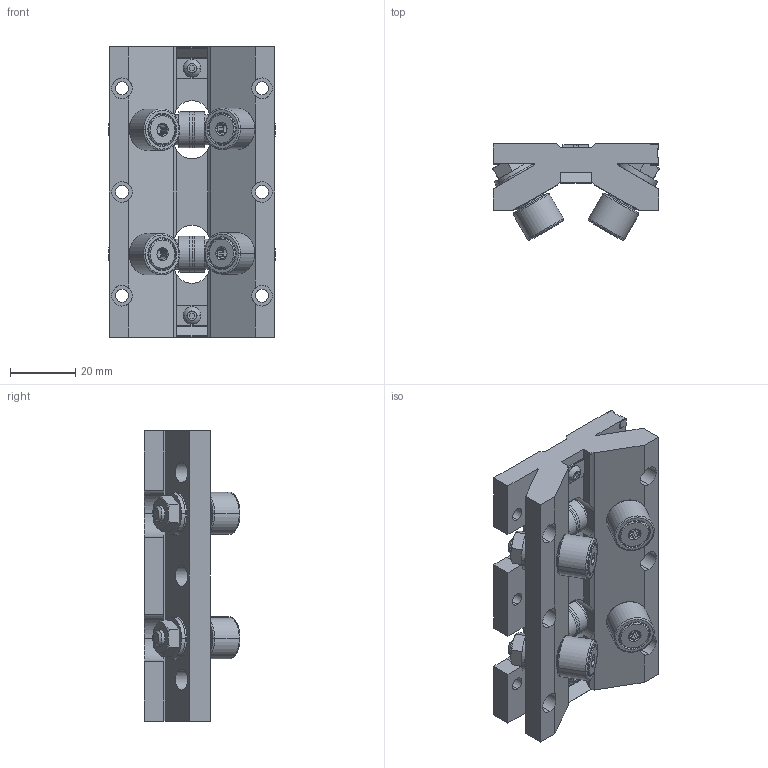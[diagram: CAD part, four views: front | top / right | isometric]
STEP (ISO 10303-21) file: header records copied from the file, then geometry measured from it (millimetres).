
FILE_DESCRIPTION (( 'STEP AP214' ), '1' );
FILE_NAME ('RollerBearing_0E3372439B.step', '2022-10-21T19:17:17', ( '' ), ( '' ), 'SwSTEP 2.0', 'SolidWorks 2019', '' );
FILE_SCHEMA (( 'AUTOMOTIVE_DESIGN' ));
Length unit declared in the file: inch
Products named in the file (3): KyBUlbhuiS_CADModel_0; RollerBearing_0E3372439B
Assembly tree (1 placements, depth 2):
  KyBUlbhuiS_CADModel_0
  RollerBearing_0E3372439B
    KyBUlbhuiS_CADModel_0
Bounding box: 51.07 x 29.37 x 88.9 mm (x, y, z)
Volume: 61151.1 mm3; surface area: 28686.8 mm2
Topology: 23 solids, 23 shells, 642 faces, 1592 edges, 1016 vertices
Faces by surface type: plane 286, cylinder 212, cone 116, bspline 16, torus 8, sphere 4
Entity records: 28995 total; most frequent: CARTESIAN_POINT 4929, DIRECTION 3262, ORIENTED_EDGE 3168, EDGE_CURVE 1584, AXIS2_PLACEMENT_3D 1245, VERTEX_POINT 1016, VECTOR 772, LINE 772
